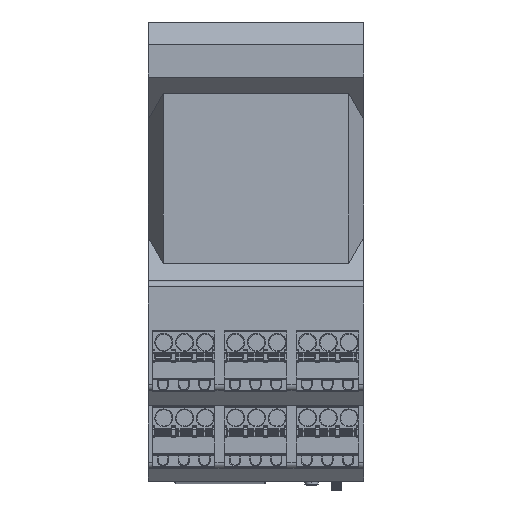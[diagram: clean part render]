
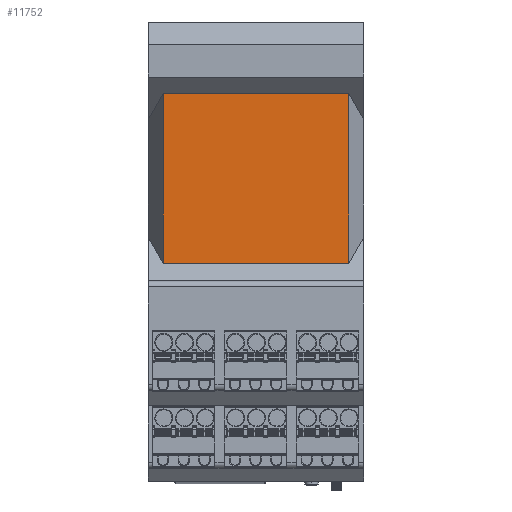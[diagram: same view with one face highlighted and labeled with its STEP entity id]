
A CAD part, top view. The second image highlights one B-rep face of the part: STEP entity #11752.
In plain terms, the highlighted face is planar.
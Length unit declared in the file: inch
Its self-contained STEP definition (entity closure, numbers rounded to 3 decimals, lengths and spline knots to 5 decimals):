
#1147 = VECTOR ( 'NONE', #29260, 39.37008 ) ;
#1448 = VERTEX_POINT ( 'NONE', #13935 ) ;
#2470 = ORIENTED_EDGE ( 'NONE', *, *, #34468, .T. ) ;
#2953 = DIRECTION ( 'NONE',  ( 0., -1., 0. ) ) ;
#8159 = VERTEX_POINT ( 'NONE', #19837 ) ;
#8832 = CARTESIAN_POINT ( 'NONE',  ( 0., 1.67524, -1.55516 ) ) ;
#11178 = CARTESIAN_POINT ( 'NONE',  ( -0.8939, 1.67524, -0.73622 ) ) ;
#11752 = ADVANCED_FACE ( 'NONE', ( #35900 ), #47003, .F. ) ;
#12256 = LINE ( 'NONE', #11178, #33677 ) ;
#13935 = CARTESIAN_POINT ( 'NONE',  ( -0.8939, 1.67524, -1.55516 ) ) ;
#14173 = EDGE_CURVE ( 'NONE', #17905, #47373, #25711, .T. ) ;
#14316 = VECTOR ( 'NONE', #33106, 39.37008 ) ;
#17905 = VERTEX_POINT ( 'NONE', #62179 ) ;
#19837 = CARTESIAN_POINT ( 'NONE',  ( 0.8939, 1.67524, -1.55516 ) ) ;
#25711 = LINE ( 'NONE', #62984, #54451 ) ;
#26361 = CARTESIAN_POINT ( 'NONE',  ( 0.8939, 1.67524, 0.08272 ) ) ;
#29260 = DIRECTION ( 'NONE',  ( -1., 0., 0. ) ) ;
#33106 = DIRECTION ( 'NONE',  ( 0., 0., 1. ) ) ;
#33677 = VECTOR ( 'NONE', #55249, 39.37008 ) ;
#34468 = EDGE_CURVE ( 'NONE', #8159, #1448, #56863, .T. ) ;
#34989 = ORIENTED_EDGE ( 'NONE', *, *, #14173, .T. ) ;
#35900 = FACE_OUTER_BOUND ( 'NONE', #61639, .T. ) ;
#42054 = ORIENTED_EDGE ( 'NONE', *, *, #54189, .F. ) ;
#47003 = PLANE ( 'NONE',  #61940 ) ;
#47373 = VERTEX_POINT ( 'NONE', #26361 ) ;
#48543 = CARTESIAN_POINT ( 'NONE',  ( 0.8939, 1.67524, -0.73622 ) ) ;
#52036 = CARTESIAN_POINT ( 'NONE',  ( -1.03937, 1.67524, 0.08272 ) ) ;
#52511 = ORIENTED_EDGE ( 'NONE', *, *, #55183, .F. ) ;
#54189 = EDGE_CURVE ( 'NONE', #17905, #1448, #12256, .T. ) ;
#54451 = VECTOR ( 'NONE', #68372, 39.37008 ) ;
#55183 = EDGE_CURVE ( 'NONE', #8159, #47373, #65720, .T. ) ;
#55249 = DIRECTION ( 'NONE',  ( 0., 0., -1. ) ) ;
#56863 = LINE ( 'NONE', #8832, #1147 ) ;
#57080 = DIRECTION ( 'NONE',  ( 0., 0., -1. ) ) ;
#61639 = EDGE_LOOP ( 'NONE', ( #34989, #52511, #2470, #42054 ) ) ;
#61940 = AXIS2_PLACEMENT_3D ( 'NONE', #52036, #2953, #57080 ) ;
#62179 = CARTESIAN_POINT ( 'NONE',  ( -0.8939, 1.67524, 0.08272 ) ) ;
#62984 = CARTESIAN_POINT ( 'NONE',  ( -0.69291, 1.67524, 0.08272 ) ) ;
#65720 = LINE ( 'NONE', #48543, #14316 ) ;
#68372 = DIRECTION ( 'NONE',  ( 1., 0., 0. ) ) ;
